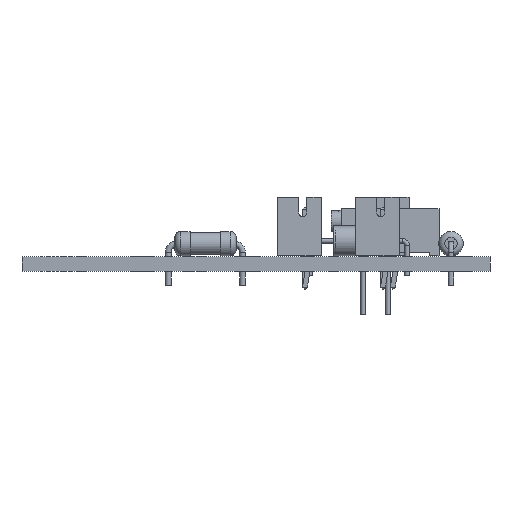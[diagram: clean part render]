
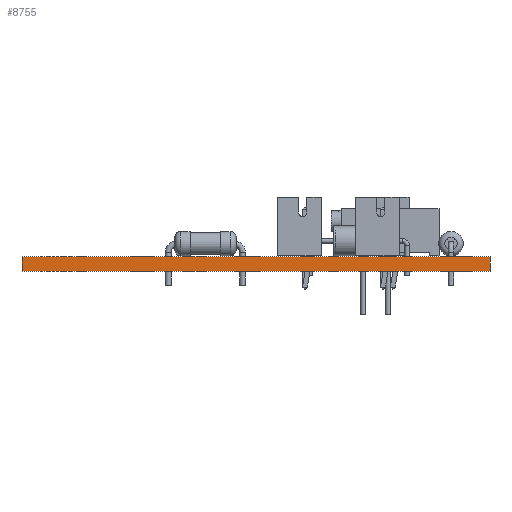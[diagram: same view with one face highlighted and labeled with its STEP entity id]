
A CAD part, front view. The second image highlights one B-rep face of the part: STEP entity #8755.
In plain terms, the highlighted planar face has unit normal (0, -1, 0).
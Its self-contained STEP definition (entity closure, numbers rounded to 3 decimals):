
#8755 = ADVANCED_FACE('',(#8756),#8790,.T.);
#8756 = FACE_BOUND('',#8757,.T.);
#8757 = EDGE_LOOP('',(#8758,#8768,#8776,#8784));
#8758 = ORIENTED_EDGE('',*,*,#8759,.T.);
#8759 = EDGE_CURVE('',#8760,#8762,#8764,.T.);
#8760 = VERTEX_POINT('',#8761);
#8761 = CARTESIAN_POINT('',(163.,-124.5,0.));
#8762 = VERTEX_POINT('',#8763);
#8763 = CARTESIAN_POINT('',(163.,-124.5,1.51));
#8764 = LINE('',#8765,#8766);
#8765 = CARTESIAN_POINT('',(163.,-124.5,0.));
#8766 = VECTOR('',#8767,1.);
#8767 = DIRECTION('',(0.,0.,1.));
#8768 = ORIENTED_EDGE('',*,*,#8769,.T.);
#8769 = EDGE_CURVE('',#8762,#8770,#8772,.T.);
#8770 = VERTEX_POINT('',#8771);
#8771 = CARTESIAN_POINT('',(115.,-124.5,1.51));
#8772 = LINE('',#8773,#8774);
#8773 = CARTESIAN_POINT('',(163.,-124.5,1.51));
#8774 = VECTOR('',#8775,1.);
#8775 = DIRECTION('',(-1.,0.,0.));
#8776 = ORIENTED_EDGE('',*,*,#8777,.F.);
#8777 = EDGE_CURVE('',#8778,#8770,#8780,.T.);
#8778 = VERTEX_POINT('',#8779);
#8779 = CARTESIAN_POINT('',(115.,-124.5,0.));
#8780 = LINE('',#8781,#8782);
#8781 = CARTESIAN_POINT('',(115.,-124.5,0.));
#8782 = VECTOR('',#8783,1.);
#8783 = DIRECTION('',(0.,0.,1.));
#8784 = ORIENTED_EDGE('',*,*,#8785,.F.);
#8785 = EDGE_CURVE('',#8760,#8778,#8786,.T.);
#8786 = LINE('',#8787,#8788);
#8787 = CARTESIAN_POINT('',(163.,-124.5,0.));
#8788 = VECTOR('',#8789,1.);
#8789 = DIRECTION('',(-1.,0.,0.));
#8790 = PLANE('',#8791);
#8791 = AXIS2_PLACEMENT_3D('',#8792,#8793,#8794);
#8792 = CARTESIAN_POINT('',(163.,-124.5,0.));
#8793 = DIRECTION('',(0.,-1.,0.));
#8794 = DIRECTION('',(-1.,0.,0.));
